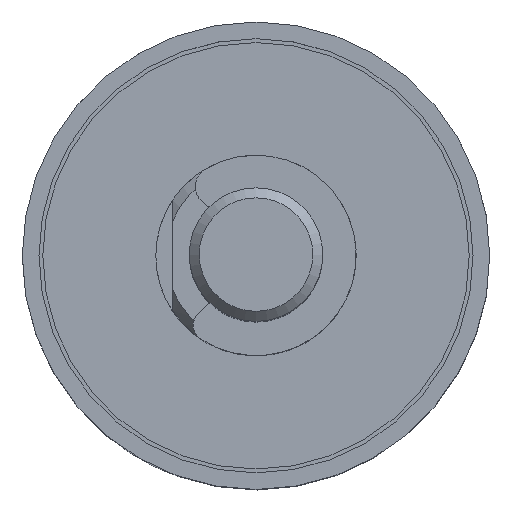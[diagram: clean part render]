
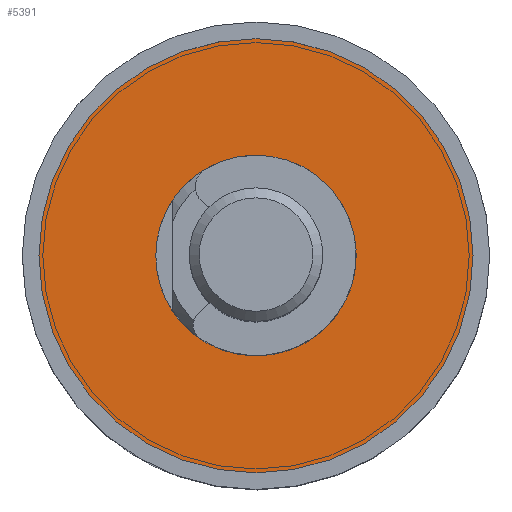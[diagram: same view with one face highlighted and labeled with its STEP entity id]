
A CAD part, top view. The second image highlights one B-rep face of the part: STEP entity #5391.
In plain terms, the highlighted planar face has unit normal (0, 0, 1).
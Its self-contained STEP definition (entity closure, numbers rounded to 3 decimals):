
#305 = CIRCLE ( 'NONE', #8005, 6.5 ) ;
#403 = DIRECTION ( 'NONE',  ( -1., 0., 0. ) ) ;
#433 = FACE_BOUND ( 'NONE', #3129, .T. ) ;
#1827 = DIRECTION ( 'NONE',  ( 0., 0., 1. ) ) ;
#2304 = DIRECTION ( 'NONE',  ( 0., 0., 1. ) ) ;
#2327 = AXIS2_PLACEMENT_3D ( 'NONE', #8924, #6029, #403 ) ;
#2431 = EDGE_LOOP ( 'NONE', ( #3373 ) ) ;
#3129 = EDGE_LOOP ( 'NONE', ( #5613 ) ) ;
#3273 = AXIS2_PLACEMENT_3D ( 'NONE', #3618, #2304, #7293 ) ;
#3373 = ORIENTED_EDGE ( 'NONE', *, *, #6561, .T. ) ;
#3618 = CARTESIAN_POINT ( 'NONE',  ( 3., 0., 0.5 ) ) ;
#5347 = VERTEX_POINT ( 'NONE', #9267 ) ;
#5391 = ADVANCED_FACE ( 'NONE', ( #433, #9184 ), #7166, .T. ) ;
#5613 = ORIENTED_EDGE ( 'NONE', *, *, #9098, .T. ) ;
#6029 = DIRECTION ( 'NONE',  ( 0., 0., -1. ) ) ;
#6436 = CARTESIAN_POINT ( 'NONE',  ( 6.5, 0., 0.5 ) ) ;
#6561 = EDGE_CURVE ( 'NONE', #7136, #7136, #305, .T. ) ;
#7136 = VERTEX_POINT ( 'NONE', #6436 ) ;
#7166 = PLANE ( 'NONE',  #3273 ) ;
#7293 = DIRECTION ( 'NONE',  ( 1., 0., 0. ) ) ;
#7936 = CIRCLE ( 'NONE', #2327, 3. ) ;
#8005 = AXIS2_PLACEMENT_3D ( 'NONE', #8324, #1827, #8379 ) ;
#8324 = CARTESIAN_POINT ( 'NONE',  ( 0., 0., 0.5 ) ) ;
#8379 = DIRECTION ( 'NONE',  ( 1., 0., 0. ) ) ;
#8924 = CARTESIAN_POINT ( 'NONE',  ( 0., 0., 0.5 ) ) ;
#9098 = EDGE_CURVE ( 'NONE', #5347, #5347, #7936, .T. ) ;
#9184 = FACE_OUTER_BOUND ( 'NONE', #2431, .T. ) ;
#9267 = CARTESIAN_POINT ( 'NONE',  ( -3., 0., 0.5 ) ) ;
